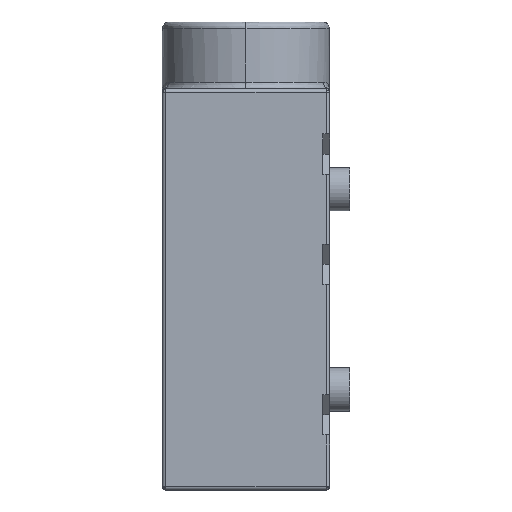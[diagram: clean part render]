
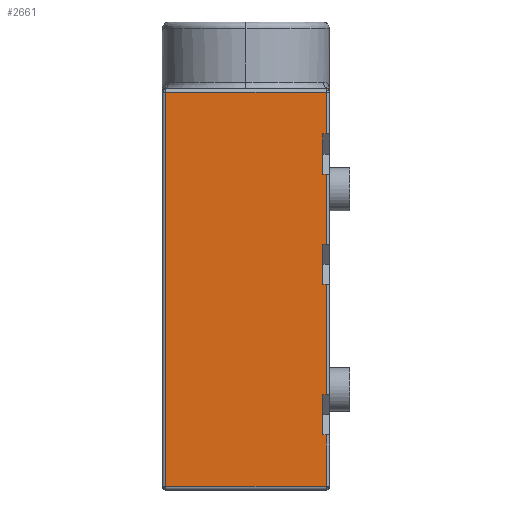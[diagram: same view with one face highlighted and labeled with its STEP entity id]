
A CAD part, left-side view. The second image highlights one B-rep face of the part: STEP entity #2661.
In plain terms, the highlighted planar face has unit normal (-1, 0, 0).
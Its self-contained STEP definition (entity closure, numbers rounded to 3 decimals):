
#20 = CARTESIAN_POINT ( 'NONE',  ( -3.2, 0.2, -12. ) ) ;
#53 = CARTESIAN_POINT ( 'NONE',  ( -3.2, 0.1, -12. ) ) ;
#64 = LINE ( 'NONE', #20, #778 ) ;
#84 = VERTEX_POINT ( 'NONE', #2193 ) ;
#150 = EDGE_CURVE ( 'NONE', #1717, #4017, #2936, .T. ) ;
#164 = VERTEX_POINT ( 'NONE', #1959 ) ;
#184 = DIRECTION ( 'NONE',  ( 0., -1., 0. ) ) ;
#192 = VERTEX_POINT ( 'NONE', #441 ) ;
#200 = ORIENTED_EDGE ( 'NONE', *, *, #3969, .T. ) ;
#204 = CARTESIAN_POINT ( 'NONE',  ( -3.2, 0.2, -9.15 ) ) ;
#216 = DIRECTION ( 'NONE',  ( 0., -1., 0. ) ) ;
#310 = CARTESIAN_POINT ( 'NONE',  ( -3.2, 0., -12. ) ) ;
#320 = EDGE_CURVE ( 'NONE', #1330, #2631, #1980, .T. ) ;
#337 = LINE ( 'NONE', #2521, #3164 ) ;
#355 = LINE ( 'NONE', #1606, #1685 ) ;
#356 = ORIENTED_EDGE ( 'NONE', *, *, #1864, .T. ) ;
#394 = CARTESIAN_POINT ( 'NONE',  ( -3.2, 4.9, -0.1 ) ) ;
#397 = ORIENTED_EDGE ( 'NONE', *, *, #1166, .T. ) ;
#426 = CARTESIAN_POINT ( 'NONE',  ( -3.2, 0.1, -11.9 ) ) ;
#429 = DIRECTION ( 'NONE',  ( 0., 0., 1. ) ) ;
#441 = CARTESIAN_POINT ( 'NONE',  ( -3.2, 0.2, -5.85 ) ) ;
#452 = VECTOR ( 'NONE', #3413, 1000. ) ;
#460 = DIRECTION ( 'NONE',  ( 0., 1., 0. ) ) ;
#487 = LINE ( 'NONE', #820, #2164 ) ;
#502 = VECTOR ( 'NONE', #3349, 1000. ) ;
#557 = VERTEX_POINT ( 'NONE', #4048 ) ;
#576 = VECTOR ( 'NONE', #1839, 1000. ) ;
#663 = EDGE_CURVE ( 'NONE', #1782, #192, #3211, .T. ) ;
#716 = DIRECTION ( 'NONE',  ( 0., 0., 1. ) ) ;
#717 = EDGE_CURVE ( 'NONE', #164, #1717, #487, .T. ) ;
#718 = AXIS2_PLACEMENT_3D ( 'NONE', #310, #3378, #3767 ) ;
#724 = ORIENTED_EDGE ( 'NONE', *, *, #3758, .T. ) ;
#749 = VERTEX_POINT ( 'NONE', #1458 ) ;
#756 = CARTESIAN_POINT ( 'NONE',  ( -3.2, 0.1, -10.35 ) ) ;
#769 = VECTOR ( 'NONE', #2788, 1000. ) ;
#778 = VECTOR ( 'NONE', #3853, 1000. ) ;
#782 = VECTOR ( 'NONE', #3637, 1000. ) ;
#820 = CARTESIAN_POINT ( 'NONE',  ( -3.2, 0., -1.35 ) ) ;
#908 = ORIENTED_EDGE ( 'NONE', *, *, #1723, .T. ) ;
#998 = DIRECTION ( 'NONE',  ( 0., 0., 1. ) ) ;
#1166 = EDGE_CURVE ( 'NONE', #192, #3450, #355, .T. ) ;
#1172 = LINE ( 'NONE', #3307, #502 ) ;
#1192 = CARTESIAN_POINT ( 'NONE',  ( -3.2, 0.1, -5.85 ) ) ;
#1268 = EDGE_CURVE ( 'NONE', #3747, #749, #3899, .T. ) ;
#1308 = VECTOR ( 'NONE', #4042, 1000. ) ;
#1330 = VERTEX_POINT ( 'NONE', #204 ) ;
#1450 = VERTEX_POINT ( 'NONE', #394 ) ;
#1455 = ORIENTED_EDGE ( 'NONE', *, *, #3369, .T. ) ;
#1458 = CARTESIAN_POINT ( 'NONE',  ( -3.2, 0.2, -2.55 ) ) ;
#1593 = ORIENTED_EDGE ( 'NONE', *, *, #663, .T. ) ;
#1606 = CARTESIAN_POINT ( 'NONE',  ( -3.2, 0.2, -12. ) ) ;
#1653 = CARTESIAN_POINT ( 'NONE',  ( -3.2, 0., -9.15 ) ) ;
#1654 = CARTESIAN_POINT ( 'NONE',  ( -3.2, 0., -2.55 ) ) ;
#1679 = VECTOR ( 'NONE', #3190, 1000. ) ;
#1685 = VECTOR ( 'NONE', #998, 1000. ) ;
#1717 = VERTEX_POINT ( 'NONE', #1771 ) ;
#1723 = EDGE_CURVE ( 'NONE', #4017, #1450, #1172, .T. ) ;
#1728 = CARTESIAN_POINT ( 'NONE',  ( -3.2, 0., -10.35 ) ) ;
#1749 = LINE ( 'NONE', #1728, #782 ) ;
#1771 = CARTESIAN_POINT ( 'NONE',  ( -3.2, 0.1, -1.35 ) ) ;
#1772 = VECTOR ( 'NONE', #3826, 1000. ) ;
#1782 = VERTEX_POINT ( 'NONE', #1192 ) ;
#1839 = DIRECTION ( 'NONE',  ( 0., 0., -1. ) ) ;
#1846 = EDGE_CURVE ( 'NONE', #1450, #557, #2522, .T. ) ;
#1849 = ORIENTED_EDGE ( 'NONE', *, *, #2976, .F. ) ;
#1850 = FACE_OUTER_BOUND ( 'NONE', #3919, .T. ) ;
#1864 = EDGE_CURVE ( 'NONE', #2631, #1782, #3104, .T. ) ;
#1959 = CARTESIAN_POINT ( 'NONE',  ( -3.2, 0.2, -1.35 ) ) ;
#1980 = LINE ( 'NONE', #1653, #2618 ) ;
#2003 = ORIENTED_EDGE ( 'NONE', *, *, #150, .T. ) ;
#2164 = VECTOR ( 'NONE', #216, 1000. ) ;
#2176 = VECTOR ( 'NONE', #429, 1000. ) ;
#2193 = CARTESIAN_POINT ( 'NONE',  ( -3.2, 0.1, -4.65 ) ) ;
#2203 = PLANE ( 'NONE',  #718 ) ;
#2223 = VECTOR ( 'NONE', #716, 1000. ) ;
#2328 = CARTESIAN_POINT ( 'NONE',  ( -3.2, 0.1, -0.1 ) ) ;
#2428 = CARTESIAN_POINT ( 'NONE',  ( -3.2, 0.2, -12. ) ) ;
#2485 = CARTESIAN_POINT ( 'NONE',  ( -3.2, 4.9, -12. ) ) ;
#2503 = CARTESIAN_POINT ( 'NONE',  ( -3.2, 0.1, -12. ) ) ;
#2507 = ORIENTED_EDGE ( 'NONE', *, *, #3619, .T. ) ;
#2521 = CARTESIAN_POINT ( 'NONE',  ( -3.2, 0., -4.65 ) ) ;
#2522 = LINE ( 'NONE', #2485, #576 ) ;
#2618 = VECTOR ( 'NONE', #184, 1000. ) ;
#2631 = VERTEX_POINT ( 'NONE', #3734 ) ;
#2634 = CARTESIAN_POINT ( 'NONE',  ( -3.2, 0., -5.85 ) ) ;
#2661 = ADVANCED_FACE ( 'NONE', ( #1850 ), #2203, .T. ) ;
#2690 = CARTESIAN_POINT ( 'NONE',  ( -3.2, 0.1, -12. ) ) ;
#2710 = CARTESIAN_POINT ( 'NONE',  ( -3.2, 0.2, -10.35 ) ) ;
#2751 = CARTESIAN_POINT ( 'NONE',  ( -3.2, 0.1, -2.55 ) ) ;
#2788 = DIRECTION ( 'NONE',  ( 0., 0., 1. ) ) ;
#2790 = ORIENTED_EDGE ( 'NONE', *, *, #2869, .T. ) ;
#2869 = EDGE_CURVE ( 'NONE', #84, #3747, #3946, .T. ) ;
#2900 = LINE ( 'NONE', #53, #1772 ) ;
#2936 = LINE ( 'NONE', #3552, #2223 ) ;
#2976 = EDGE_CURVE ( 'NONE', #3963, #557, #3741, .T. ) ;
#3077 = EDGE_CURVE ( 'NONE', #3963, #3977, #2900, .T. ) ;
#3104 = LINE ( 'NONE', #2503, #769 ) ;
#3108 = CARTESIAN_POINT ( 'NONE',  ( -3.2, 0., -11.9 ) ) ;
#3114 = CARTESIAN_POINT ( 'NONE',  ( -3.2, 0.2, -4.65 ) ) ;
#3164 = VECTOR ( 'NONE', #3775, 1000. ) ;
#3166 = ORIENTED_EDGE ( 'NONE', *, *, #320, .T. ) ;
#3190 = DIRECTION ( 'NONE',  ( 0., 1., 0. ) ) ;
#3211 = LINE ( 'NONE', #2634, #1679 ) ;
#3307 = CARTESIAN_POINT ( 'NONE',  ( -3.2, 0., -0.1 ) ) ;
#3349 = DIRECTION ( 'NONE',  ( 0., 1., 0. ) ) ;
#3351 = ORIENTED_EDGE ( 'NONE', *, *, #3077, .T. ) ;
#3369 = EDGE_CURVE ( 'NONE', #3450, #84, #337, .T. ) ;
#3378 = DIRECTION ( 'NONE',  ( -1., 0., 0. ) ) ;
#3410 = ORIENTED_EDGE ( 'NONE', *, *, #1268, .T. ) ;
#3413 = DIRECTION ( 'NONE',  ( 0., 0., 1. ) ) ;
#3450 = VERTEX_POINT ( 'NONE', #3114 ) ;
#3552 = CARTESIAN_POINT ( 'NONE',  ( -3.2, 0.1, -12. ) ) ;
#3610 = VECTOR ( 'NONE', #460, 1000. ) ;
#3619 = EDGE_CURVE ( 'NONE', #749, #164, #64, .T. ) ;
#3637 = DIRECTION ( 'NONE',  ( 0., 1., 0. ) ) ;
#3655 = ORIENTED_EDGE ( 'NONE', *, *, #717, .T. ) ;
#3672 = ORIENTED_EDGE ( 'NONE', *, *, #1846, .T. ) ;
#3734 = CARTESIAN_POINT ( 'NONE',  ( -3.2, 0.1, -9.15 ) ) ;
#3741 = LINE ( 'NONE', #3108, #1308 ) ;
#3747 = VERTEX_POINT ( 'NONE', #2751 ) ;
#3758 = EDGE_CURVE ( 'NONE', #4041, #1330, #3986, .T. ) ;
#3767 = DIRECTION ( 'NONE',  ( 0., 0., 1. ) ) ;
#3775 = DIRECTION ( 'NONE',  ( 0., -1., 0. ) ) ;
#3826 = DIRECTION ( 'NONE',  ( 0., 0., 1. ) ) ;
#3853 = DIRECTION ( 'NONE',  ( 0., 0., 1. ) ) ;
#3899 = LINE ( 'NONE', #1654, #3610 ) ;
#3919 = EDGE_LOOP ( 'NONE', ( #2507, #3655, #2003, #908, #3672, #1849, #3351, #200, #724, #3166, #356, #1593, #397, #1455, #2790, #3410 ) ) ;
#3946 = LINE ( 'NONE', #2690, #2176 ) ;
#3963 = VERTEX_POINT ( 'NONE', #426 ) ;
#3969 = EDGE_CURVE ( 'NONE', #3977, #4041, #1749, .T. ) ;
#3977 = VERTEX_POINT ( 'NONE', #756 ) ;
#3986 = LINE ( 'NONE', #2428, #452 ) ;
#4017 = VERTEX_POINT ( 'NONE', #2328 ) ;
#4041 = VERTEX_POINT ( 'NONE', #2710 ) ;
#4042 = DIRECTION ( 'NONE',  ( 0., 1., 0. ) ) ;
#4048 = CARTESIAN_POINT ( 'NONE',  ( -3.2, 4.9, -11.9 ) ) ;
